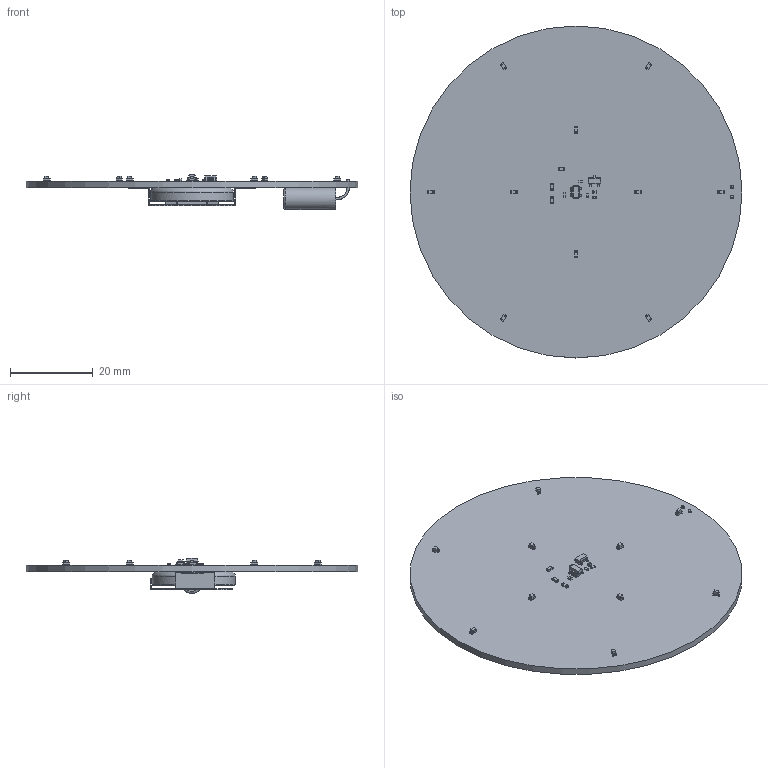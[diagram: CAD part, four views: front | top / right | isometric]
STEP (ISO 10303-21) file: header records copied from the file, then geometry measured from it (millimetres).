
FILE_DESCRIPTION(('KiCad electronic assembly'),'2;1');
FILE_NAME('jellyfish_lights.step','2022-09-14T20:58:35',('Pcbnew'),( 'Kicad'),'Open CASCADE STEP processor 7.5','KiCad to STEP converter' ,'Unknown');
FILE_SCHEMA(('AUTOMOTIVE_DESIGN { 1 0 10303 214 1 1 1 1 }'));
Length unit declared in the file: millimetre
Products named in the file (18): jellyfish_lights 1; R_0603_1608Metric; SOLID; R_0402_1005Metric; C_0402_1005Metric; SOT-23; LED_0603_1608Metric; SOT-23-5; tilt switch; CR2032; COMPOUND; jellyfish_lights PCB
Assembly tree (31 placements, depth 3):
  jellyfish_lights 1
    R_0603_1608Metric  x3
      SOLID
    R_0402_1005Metric  x2
      SOLID
    C_0402_1005Metric  x3
      SOLID
    SOT-23
      SOLID
    LED_0603_1608Metric  x10
      SOLID
    SOT-23-5
      SOLID
    tilt switch
      SOLID
    CR2032
      COMPOUND
    jellyfish_lights PCB
Bounding box: 80 x 80 x 8.45 mm (x, y, z)
Volume: 9434.7 mm3; surface area: 12630.6 mm2
Topology: 24 solids, 24 shells, 1078 faces, 2774 edges, 1762 vertices
Faces by surface type: bspline 1073, cylinder 3, plane 2
Full cylindrical faces by diameter (mm): 0.8 x2, 80 x1
Entity records: 31118 total; most frequent: CARTESIAN_POINT 12530, B_SPLINE_CURVE_WITH_KNOTS 3255, ORIENTED_EDGE 2458, PCURVE 2458, DEFINITIONAL_REPRESENTATION 2458, EDGE_CURVE 1229, SURFACE_CURVE 1215, VERTEX_POINT 760
